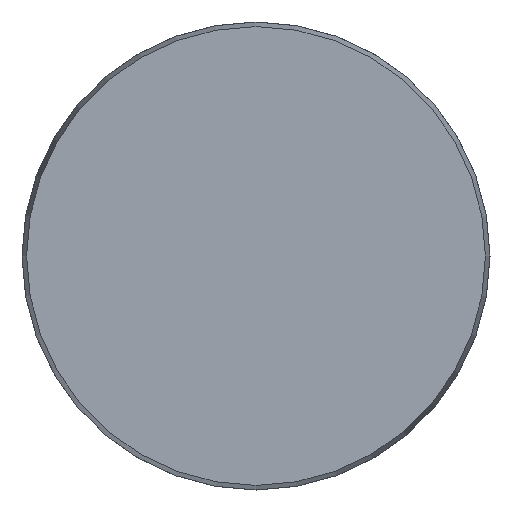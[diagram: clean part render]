
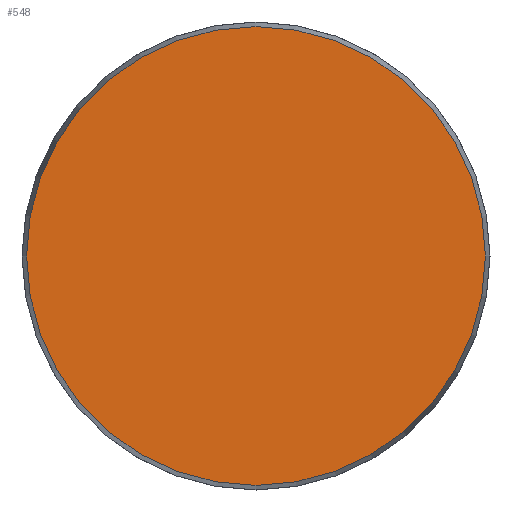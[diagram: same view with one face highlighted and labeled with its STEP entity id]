
A CAD part, front view. The second image highlights one B-rep face of the part: STEP entity #548.
In plain terms, the highlighted planar face has unit normal (0, -1, 0).
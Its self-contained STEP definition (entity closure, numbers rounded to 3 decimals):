
#5 = CARTESIAN_POINT ( 'NONE',  ( 0., 0., -28.425 ) ) ;
#48 = CARTESIAN_POINT ( 'NONE',  ( 0., 0., 0. ) ) ;
#72 = ORIENTED_EDGE ( 'NONE', *, *, #387, .T. ) ;
#87 = DIRECTION ( 'NONE',  ( 0., 0., 1. ) ) ;
#110 = CIRCLE ( 'NONE', #488, 28.425 ) ;
#211 = AXIS2_PLACEMENT_3D ( 'NONE', #522, #437, #87 ) ;
#212 = DIRECTION ( 'NONE',  ( 0., -1., 0. ) ) ;
#240 = EDGE_LOOP ( 'NONE', ( #72 ) ) ;
#349 = DIRECTION ( 'NONE',  ( 0., 0., -1. ) ) ;
#355 = VERTEX_POINT ( 'NONE', #5 ) ;
#387 = EDGE_CURVE ( 'NONE', #355, #355, #110, .T. ) ;
#399 = PLANE ( 'NONE',  #211 ) ;
#437 = DIRECTION ( 'NONE',  ( 0., 1., 0. ) ) ;
#475 = FACE_OUTER_BOUND ( 'NONE', #240, .T. ) ;
#488 = AXIS2_PLACEMENT_3D ( 'NONE', #48, #212, #349 ) ;
#522 = CARTESIAN_POINT ( 'NONE',  ( -28.425, 0., 0. ) ) ;
#548 = ADVANCED_FACE ( 'NONE', ( #475 ), #399, .F. ) ;
